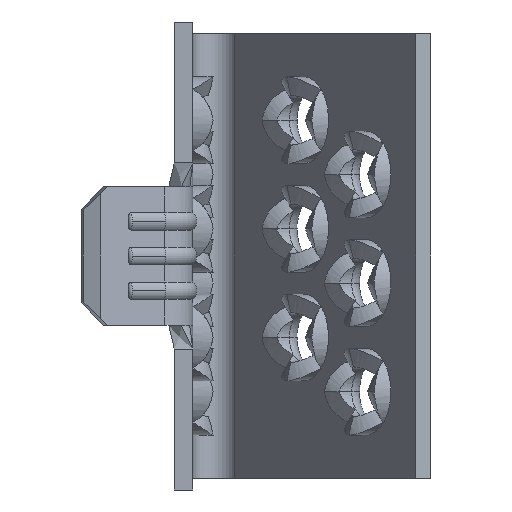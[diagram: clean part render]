
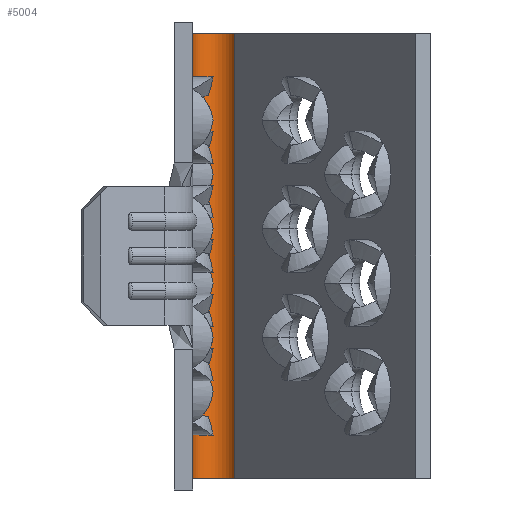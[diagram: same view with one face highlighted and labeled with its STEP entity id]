
A CAD part, left-side view. The second image highlights one B-rep face of the part: STEP entity #5004.
In plain terms, the highlighted cylindrical face has radius 0.508 mm (diameter 1.016 mm), a partial arc.
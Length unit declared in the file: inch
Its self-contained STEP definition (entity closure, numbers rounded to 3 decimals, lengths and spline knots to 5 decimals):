
#278 = DIRECTION ( 'NONE',  ( 1., 0., 0. ) ) ;
#783 = CARTESIAN_POINT ( 'NONE',  ( 0.01147, -0.01638, -0.1925 ) ) ;
#1224 = CARTESIAN_POINT ( 'NONE',  ( 0., 0.02, 0.1925 ) ) ;
#1228 = VERTEX_POINT ( 'NONE', #783 ) ;
#1991 = ORIENTED_EDGE ( 'NONE', *, *, #4606, .F. ) ;
#2029 = AXIS2_PLACEMENT_3D ( 'NONE', #9671, #4331, #10578 ) ;
#2038 = AXIS2_PLACEMENT_3D ( 'NONE', #10990, #5635, #278 ) ;
#2061 = LINE ( 'NONE', #9214, #11279 ) ;
#2469 = FACE_OUTER_BOUND ( 'NONE', #9977, .T. ) ;
#2733 = EDGE_CURVE ( 'NONE', #5114, #9784, #8939, .T. ) ;
#2862 = CARTESIAN_POINT ( 'NONE',  ( 0.01147, -0.01638, 0.1925 ) ) ;
#2892 = CIRCLE ( 'NONE', #2029, 0.02 ) ;
#3468 = CARTESIAN_POINT ( 'NONE',  ( 0., 0.02, 0.1925 ) ) ;
#3496 = DIRECTION ( 'NONE',  ( 0., 0., -1. ) ) ;
#3635 = DIRECTION ( 'NONE',  ( 0., 0., -1. ) ) ;
#3993 = CYLINDRICAL_SURFACE ( 'NONE', #11185, 0.02 ) ;
#4107 = ORIENTED_EDGE ( 'NONE', *, *, #9620, .T. ) ;
#4331 = DIRECTION ( 'NONE',  ( 0., 0., -1. ) ) ;
#4586 = DIRECTION ( 'NONE',  ( -1., 0., 0. ) ) ;
#4606 = EDGE_CURVE ( 'NONE', #9784, #1228, #2061, .T. ) ;
#5004 = ADVANCED_FACE ( 'NONE', ( #2469 ), #3993, .F. ) ;
#5114 = VERTEX_POINT ( 'NONE', #1224 ) ;
#5227 = LINE ( 'NONE', #3468, #9129 ) ;
#5635 = DIRECTION ( 'NONE',  ( 0., 0., -1. ) ) ;
#6311 = ORIENTED_EDGE ( 'NONE', *, *, #11275, .T. ) ;
#6566 = DIRECTION ( 'NONE',  ( 0., 0., -1. ) ) ;
#6955 = ORIENTED_EDGE ( 'NONE', *, *, #2733, .F. ) ;
#7252 = CARTESIAN_POINT ( 'NONE',  ( 0., 0., 0.1925 ) ) ;
#8691 = CARTESIAN_POINT ( 'NONE',  ( 0., 0.02, -0.1925 ) ) ;
#8939 = CIRCLE ( 'NONE', #2038, 0.02 ) ;
#9129 = VECTOR ( 'NONE', #3496, 39.37008 ) ;
#9214 = CARTESIAN_POINT ( 'NONE',  ( 0.01147, -0.01638, 0.1925 ) ) ;
#9620 = EDGE_CURVE ( 'NONE', #5114, #10752, #5227, .T. ) ;
#9671 = CARTESIAN_POINT ( 'NONE',  ( 0., 0., -0.1925 ) ) ;
#9784 = VERTEX_POINT ( 'NONE', #2862 ) ;
#9977 = EDGE_LOOP ( 'NONE', ( #6311, #1991, #6955, #4107 ) ) ;
#10578 = DIRECTION ( 'NONE',  ( 1., 0., 0. ) ) ;
#10752 = VERTEX_POINT ( 'NONE', #8691 ) ;
#10990 = CARTESIAN_POINT ( 'NONE',  ( 0., 0., 0.1925 ) ) ;
#11185 = AXIS2_PLACEMENT_3D ( 'NONE', #7252, #3635, #4586 ) ;
#11275 = EDGE_CURVE ( 'NONE', #10752, #1228, #2892, .T. ) ;
#11279 = VECTOR ( 'NONE', #6566, 39.37008 ) ;
